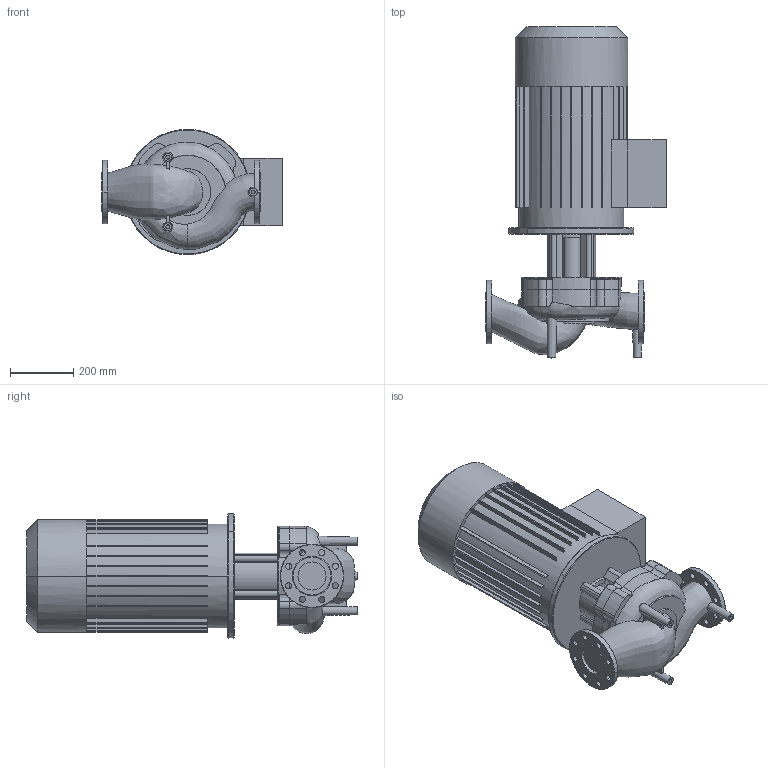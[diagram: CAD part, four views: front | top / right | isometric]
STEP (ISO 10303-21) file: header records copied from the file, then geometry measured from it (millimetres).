
FILE_DESCRIPTION((''),'2;1');
FILE_NAME('3d_IL80_210-30_2-2120922.stp','2016-05-24T11:59:08',(''),(''),'Mechanical Desktop 2009','Mechanical Desktop 2009',', , ');
FILE_SCHEMA(('CONFIG_CONTROL_DESIGN'));
Length unit declared in the file: millimetre
Products named in the file (1): Product
Bounding box: 569 x 1047.72 x 394.49 mm (x, y, z)
Volume: 85336028.7 mm3; surface area: 2496629.1 mm2
Topology: 10 solids, 10 shells, 483 faces, 1302 edges, 843 vertices
Faces by surface type: plane 146, cylinder 144, bspline 134, torus 48, cone 11
Entity records: 25909 total; most frequent: CARTESIAN_POINT 13815, ORIENTED_EDGE 2588, DIRECTION 2453, EDGE_CURVE 1294, AXIS2_PLACEMENT_3D 953, VERTEX_POINT 844, CIRCLE 603, EDGE_LOOP 550
